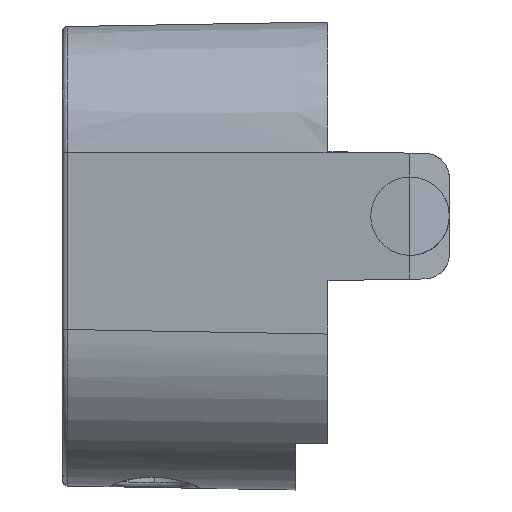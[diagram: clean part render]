
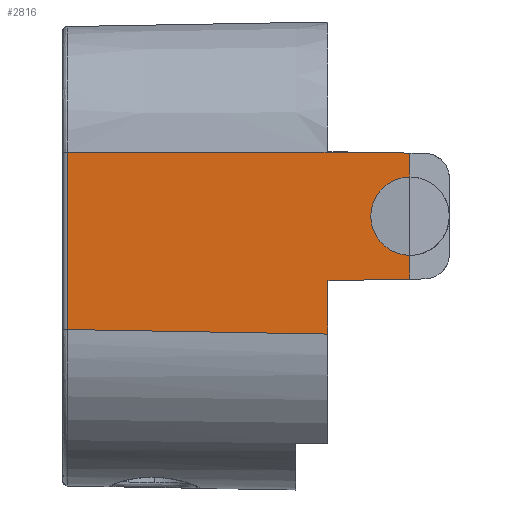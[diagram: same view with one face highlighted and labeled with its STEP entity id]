
A CAD part, left-side view. The second image highlights one B-rep face of the part: STEP entity #2816.
In plain terms, the highlighted planar face has unit normal (-1, 0.018, 0).
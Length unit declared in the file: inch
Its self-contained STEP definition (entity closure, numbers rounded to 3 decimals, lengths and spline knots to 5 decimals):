
#45 = LINE ( 'NONE', #7302, #5798 ) ;
#572 = DIRECTION ( 'NONE',  ( 0.017, 1., 0. ) ) ;
#723 = CARTESIAN_POINT ( 'NONE',  ( -2.4615, -0.73295, 0.16392 ) ) ;
#786 = VERTEX_POINT ( 'NONE', #12976 ) ;
#796 = VERTEX_POINT ( 'NONE', #15000 ) ;
#836 = VERTEX_POINT ( 'NONE', #4650 ) ;
#1000 = ORIENTED_EDGE ( 'NONE', *, *, #11184, .T. ) ;
#1234 = CARTESIAN_POINT ( 'NONE',  ( -2.4615, -0.73295, 0.16392 ) ) ;
#1847 = VECTOR ( 'NONE', #9511, 39.37008 ) ;
#1911 = ORIENTED_EDGE ( 'NONE', *, *, #8798, .F. ) ;
#2816 = ADVANCED_FACE ( 'NONE', ( #15906 ), #20220, .T. ) ;
#3507 = EDGE_CURVE ( 'NONE', #18140, #796, #4148, .T. ) ;
#3923 = VERTEX_POINT ( 'NONE', #15905 ) ;
#4076 = EDGE_CURVE ( 'NONE', #836, #3923, #21585, .T. ) ;
#4142 = CARTESIAN_POINT ( 'NONE',  ( -2.45587, -0.41009, -0.29859 ) ) ;
#4148 = CIRCLE ( 'NONE', #8196, 0.15354 ) ;
#4216 = DIRECTION ( 'NONE',  ( -0.017, -1., 0. ) ) ;
#4227 = CARTESIAN_POINT ( 'NONE',  ( -2.45606, -0.4208, -0.29878 ) ) ;
#4356 = VECTOR ( 'NONE', #18028, 39.37008 ) ;
#4512 = CARTESIAN_POINT ( 'NONE',  ( -2.45587, -0.41009, -0.91267 ) ) ;
#4531 = AXIS2_PLACEMENT_3D ( 'NONE', #723, #11059, #572 ) ;
#4650 = CARTESIAN_POINT ( 'NONE',  ( -2.46148, -0.73155, 0.41151 ) ) ;
#4678 = DIRECTION ( 'NONE',  ( 0.017, 1., 0. ) ) ;
#5123 = CARTESIAN_POINT ( 'NONE',  ( -2.45587, -0.41009, -0.91267 ) ) ;
#5184 = CARTESIAN_POINT ( 'NONE',  ( -2.46148, -0.73155, 0.01039 ) ) ;
#5653 = CARTESIAN_POINT ( 'NONE',  ( -2.46148, -0.73155, -0.91267 ) ) ;
#5798 = VECTOR ( 'NONE', #21408, 39.37008 ) ;
#6231 = EDGE_CURVE ( 'NONE', #14192, #786, #22022, .T. ) ;
#6696 = DIRECTION ( 'NONE',  ( 1., -0.017, 0. ) ) ;
#6742 = CARTESIAN_POINT ( 'NONE',  ( -2.43803, 0.61191, 0.4141 ) ) ;
#7080 = CARTESIAN_POINT ( 'NONE',  ( -2.46148, -0.73155, 0.31746 ) ) ;
#7258 = EDGE_LOOP ( 'NONE', ( #1911, #21997, #19359, #1000, #20414, #12535, #22282, #9238, #9696, #13482 ) ) ;
#7302 = CARTESIAN_POINT ( 'NONE',  ( -2.46148, -0.73155, -0.91267 ) ) ;
#7529 = DIRECTION ( 'NONE',  ( 0.017, 1., 0.017 ) ) ;
#7747 = VERTEX_POINT ( 'NONE', #7080 ) ;
#8120 = LINE ( 'NONE', #4227, #1847 ) ;
#8196 = AXIS2_PLACEMENT_3D ( 'NONE', #1234, #6696, #18895 ) ;
#8374 = VERTEX_POINT ( 'NONE', #15322 ) ;
#8798 = EDGE_CURVE ( 'NONE', #14192, #8374, #8120, .T. ) ;
#9215 = EDGE_CURVE ( 'NONE', #8374, #13871, #9717, .T. ) ;
#9238 = ORIENTED_EDGE ( 'NONE', *, *, #4076, .T. ) ;
#9305 = VECTOR ( 'NONE', #14623, 39.37008 ) ;
#9500 = DIRECTION ( 'NONE',  ( -1., 0.017, 0. ) ) ;
#9511 = DIRECTION ( 'NONE',  ( 0.017, 1., 0.017 ) ) ;
#9696 = ORIENTED_EDGE ( 'NONE', *, *, #11899, .T. ) ;
#9717 = LINE ( 'NONE', #14182, #22285 ) ;
#10102 = LINE ( 'NONE', #11849, #13392 ) ;
#10952 = VECTOR ( 'NONE', #7529, 39.37008 ) ;
#11059 = DIRECTION ( 'NONE',  ( 1., -0.017, 0. ) ) ;
#11119 = VECTOR ( 'NONE', #14102, 39.37008 ) ;
#11184 = EDGE_CURVE ( 'NONE', #18763, #18140, #45, .T. ) ;
#11474 = LINE ( 'NONE', #14740, #4356 ) ;
#11849 = CARTESIAN_POINT ( 'NONE',  ( -2.45587, -0.41009, 0.4141 ) ) ;
#11899 = EDGE_CURVE ( 'NONE', #3923, #13871, #10102, .T. ) ;
#12535 = ORIENTED_EDGE ( 'NONE', *, *, #18280, .T. ) ;
#12654 = DIRECTION ( 'NONE',  ( 0., 0., 1. ) ) ;
#12976 = CARTESIAN_POINT ( 'NONE',  ( -2.45587, -0.41009, -0.08892 ) ) ;
#13392 = VECTOR ( 'NONE', #4678, 39.37008 ) ;
#13482 = ORIENTED_EDGE ( 'NONE', *, *, #9215, .F. ) ;
#13871 = VERTEX_POINT ( 'NONE', #6742 ) ;
#14102 = DIRECTION ( 'NONE',  ( 0., 0., 1. ) ) ;
#14182 = CARTESIAN_POINT ( 'NONE',  ( -2.43803, 0.61191, -0.91267 ) ) ;
#14192 = VERTEX_POINT ( 'NONE', #4142 ) ;
#14422 = CARTESIAN_POINT ( 'NONE',  ( -2.46148, -0.73155, -0.08331 ) ) ;
#14522 = EDGE_CURVE ( 'NONE', #7747, #836, #18584, .T. ) ;
#14623 = DIRECTION ( 'NONE',  ( 0., 0., 1. ) ) ;
#14740 = CARTESIAN_POINT ( 'NONE',  ( -2.45587, -0.41009, -0.08892 ) ) ;
#15000 = CARTESIAN_POINT ( 'NONE',  ( -2.45882, -0.57943, 0.16392 ) ) ;
#15322 = CARTESIAN_POINT ( 'NONE',  ( -2.43803, 0.61191, -0.28075 ) ) ;
#15905 = CARTESIAN_POINT ( 'NONE',  ( -2.45889, -0.58312, 0.4141 ) ) ;
#15906 = FACE_OUTER_BOUND ( 'NONE', #7258, .T. ) ;
#18028 = DIRECTION ( 'NONE',  ( -0.017, -1., 0.017 ) ) ;
#18140 = VERTEX_POINT ( 'NONE', #5184 ) ;
#18280 = EDGE_CURVE ( 'NONE', #796, #7747, #21857, .T. ) ;
#18584 = LINE ( 'NONE', #5653, #9305 ) ;
#18763 = VERTEX_POINT ( 'NONE', #14422 ) ;
#18895 = DIRECTION ( 'NONE',  ( 0.017, 1., 0. ) ) ;
#19359 = ORIENTED_EDGE ( 'NONE', *, *, #21446, .T. ) ;
#20220 = PLANE ( 'NONE',  #21933 ) ;
#20414 = ORIENTED_EDGE ( 'NONE', *, *, #3507, .T. ) ;
#21408 = DIRECTION ( 'NONE',  ( 0., 0., 1. ) ) ;
#21446 = EDGE_CURVE ( 'NONE', #786, #18763, #11474, .T. ) ;
#21476 = CARTESIAN_POINT ( 'NONE',  ( -2.46148, -0.73155, 0.41151 ) ) ;
#21585 = LINE ( 'NONE', #21476, #10952 ) ;
#21857 = CIRCLE ( 'NONE', #4531, 0.15354 ) ;
#21933 = AXIS2_PLACEMENT_3D ( 'NONE', #4512, #9500, #4216 ) ;
#21997 = ORIENTED_EDGE ( 'NONE', *, *, #6231, .T. ) ;
#22022 = LINE ( 'NONE', #5123, #11119 ) ;
#22282 = ORIENTED_EDGE ( 'NONE', *, *, #14522, .T. ) ;
#22285 = VECTOR ( 'NONE', #12654, 39.37008 ) ;
